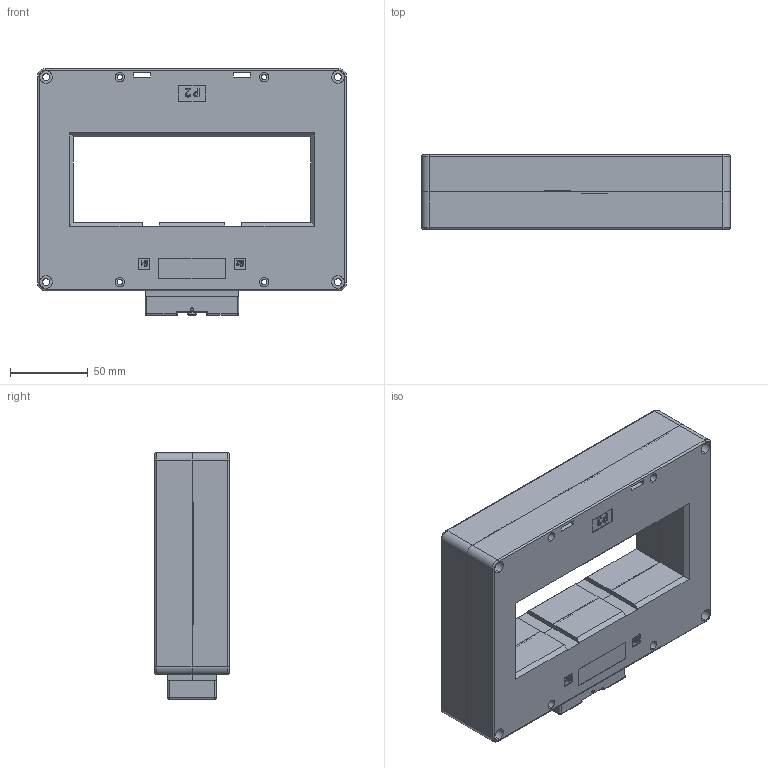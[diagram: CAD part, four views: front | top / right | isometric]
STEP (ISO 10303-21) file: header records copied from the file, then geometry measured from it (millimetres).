
FILE_DESCRIPTION (( 'STEP AP203' ), '1' );
FILE_NAME ('150装配体.STEP', '2024-08-02T03:19:36', ( '微软用户' ), ( '微软中国' ), 'SwSTEP 2.0', 'SolidWorks 2019', '' );
FILE_SCHEMA (( 'CONFIG_CONTROL_DESIGN' ));
Length unit declared in the file: millimetre
Products named in the file (5): 150蚾饜极; 150P1; 蹟隊; 150P2; 裔
Assembly tree (4 placements, depth 2):
  150蚾饜极
    150P2
    150P1
    裔
    蹟隊
Bounding box: 199 x 48 x 159 mm (x, y, z)
Volume: 191848.5 mm3; surface area: 208525.7 mm2
Topology: 4 solids, 4 shells, 1022 faces, 2689 edges, 1769 vertices
Faces by surface type: plane 709, cylinder 213, bspline 77, torus 10, sphere 8, cone 5
Entity records: 36833 total; most frequent: CARTESIAN_POINT 11169, ORIENTED_EDGE 5362, DIRECTION 4828, EDGE_CURVE 2681, VECTOR 2060, LINE 2060, VERTEX_POINT 1769, AXIS2_PLACEMENT_3D 1384
